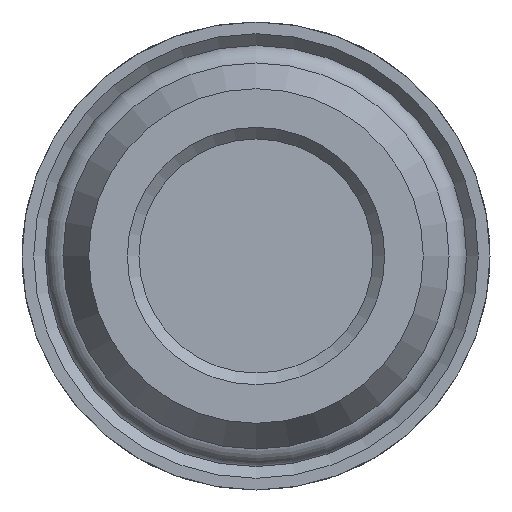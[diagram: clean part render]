
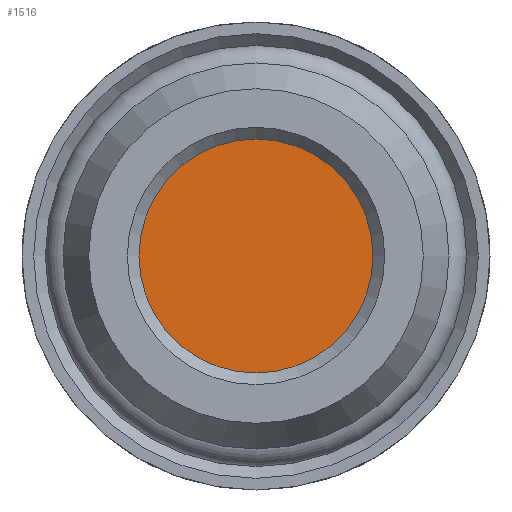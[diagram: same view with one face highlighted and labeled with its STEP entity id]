
A CAD part, front view. The second image highlights one B-rep face of the part: STEP entity #1516.
In plain terms, the highlighted planar face has unit normal (0, -1, 0).
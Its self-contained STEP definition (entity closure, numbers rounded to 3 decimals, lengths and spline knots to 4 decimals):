
#268=CIRCLE('',#1545,5.);
#395=PLANE('',#1706);
#501=FACE_OUTER_BOUND('',#648,.T.);
#648=EDGE_LOOP('',(#1408));
#684=VERTEX_POINT('',#32460);
#826=EDGE_CURVE('',#684,#684,#268,.T.);
#1408=ORIENTED_EDGE('',*,*,#826,.T.);
#1516=ADVANCED_FACE('',(#501),#395,.T.);
#1545=AXIS2_PLACEMENT_3D('',#32461,#1755,#1756);
#1706=AXIS2_PLACEMENT_3D('',#34268,#2126,#2127);
#1755=DIRECTION('center_axis',(0.,-1.,0.));
#1756=DIRECTION('ref_axis',(0.,0.,-1.));
#2126=DIRECTION('center_axis',(0.,-1.,0.));
#2127=DIRECTION('ref_axis',(0.,0.,-1.));
#32460=CARTESIAN_POINT('',(-5.,-19.4244,0.));
#32461=CARTESIAN_POINT('Origin',(0.,-19.4244,
0.));
#34268=CARTESIAN_POINT('Origin',(0.,-19.4244,0.));
